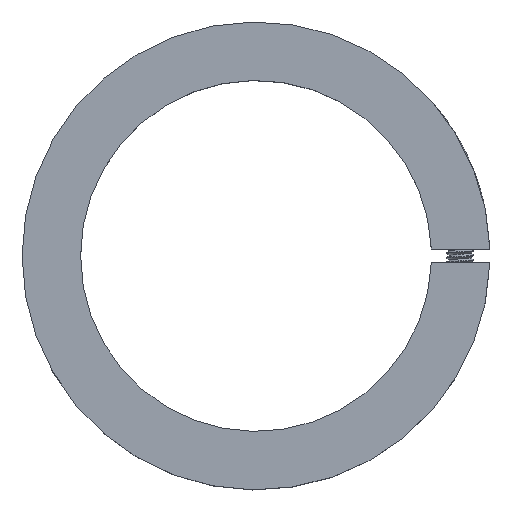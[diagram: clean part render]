
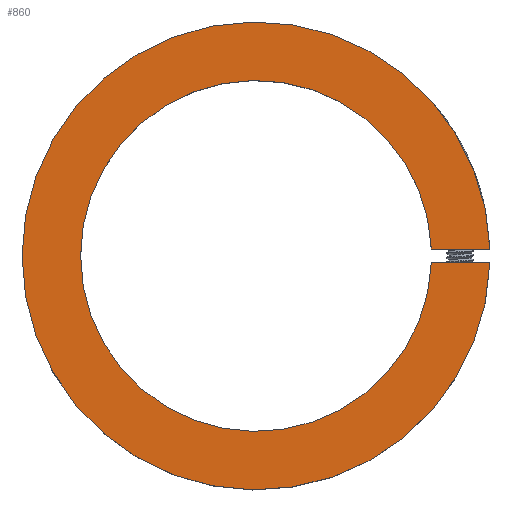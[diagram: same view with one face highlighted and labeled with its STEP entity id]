
A CAD part, top view. The second image highlights one B-rep face of the part: STEP entity #860.
In plain terms, the highlighted planar face has unit normal (0, 0, 1).
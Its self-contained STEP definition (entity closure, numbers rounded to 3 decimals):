
#93=PLANE('',#952);
#141=FACE_OUTER_BOUND('',#200,.T.);
#200=EDGE_LOOP('',(#627,#628,#629,#630));
#252=LINE('',#1321,#299);
#255=LINE('',#1332,#302);
#299=VECTOR('',#1047,10.);
#302=VECTOR('',#1052,10.);
#347=CIRCLE('',#947,25.4);
#349=CIRCLE('',#951,19.05);
#379=VERTEX_POINT('',#1318);
#380=VERTEX_POINT('',#1320);
#383=VERTEX_POINT('',#1329);
#384=VERTEX_POINT('',#1331);
#464=EDGE_CURVE('',#380,#379,#252,.T.);
#468=EDGE_CURVE('',#384,#383,#255,.T.);
#473=EDGE_CURVE('',#384,#379,#347,.T.);
#475=EDGE_CURVE('',#383,#380,#349,.T.);
#627=ORIENTED_EDGE('',*,*,#464,.T.);
#628=ORIENTED_EDGE('',*,*,#473,.F.);
#629=ORIENTED_EDGE('',*,*,#468,.T.);
#630=ORIENTED_EDGE('',*,*,#475,.T.);
#860=ADVANCED_FACE('',(#141),#93,.T.);
#947=AXIS2_PLACEMENT_3D('',#1340,#1063,#1064);
#951=AXIS2_PLACEMENT_3D('',#1344,#1071,#1072);
#952=AXIS2_PLACEMENT_3D('',#1345,#1073,#1074);
#1047=DIRECTION('',(1.,0.,0.));
#1052=DIRECTION('',(-1.,0.,0.));
#1063=DIRECTION('center_axis',(0.,0.,-1.));
#1064=DIRECTION('ref_axis',(1.,0.,0.));
#1071=DIRECTION('center_axis',(0.,0.,-1.));
#1072=DIRECTION('ref_axis',(1.,0.,0.));
#1073=DIRECTION('center_axis',(0.,0.,1.));
#1074=DIRECTION('ref_axis',(1.,0.,0.));
#1318=CARTESIAN_POINT('',(25.389,0.75,-11.364));
#1320=CARTESIAN_POINT('',(19.035,0.75,-11.364));
#1321=CARTESIAN_POINT('',(12.7,0.75,-11.364));
#1329=CARTESIAN_POINT('',(19.035,-0.75,-11.364));
#1331=CARTESIAN_POINT('',(25.389,-0.75,-11.364));
#1332=CARTESIAN_POINT('',(12.7,-0.75,-11.364));
#1340=CARTESIAN_POINT('Origin',(0.,0.,-11.364));
#1344=CARTESIAN_POINT('Origin',(0.,0.,-11.364));
#1345=CARTESIAN_POINT('Origin',(0.,25.4,-11.364));
